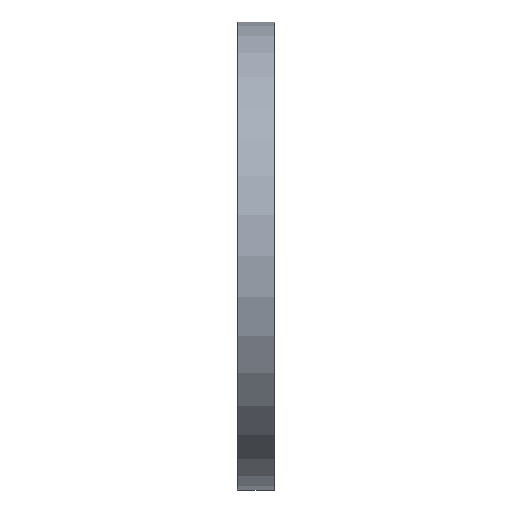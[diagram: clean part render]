
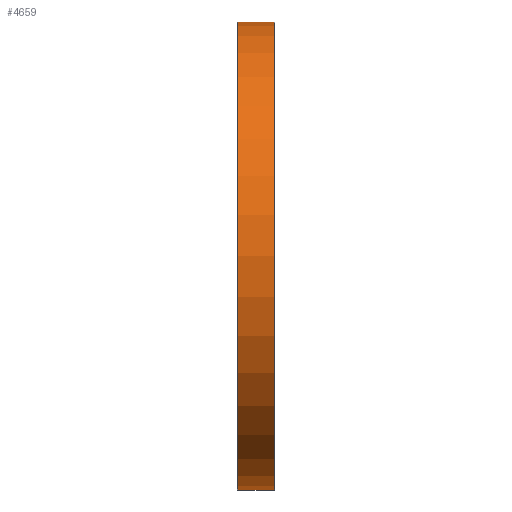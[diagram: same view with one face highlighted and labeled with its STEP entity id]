
A CAD part, left-side view. The second image highlights one B-rep face of the part: STEP entity #4659.
In plain terms, the highlighted cylindrical face has radius 177.8 mm (diameter 355.6 mm), a partial arc.
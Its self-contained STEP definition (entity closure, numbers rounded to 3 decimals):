
#860 = CARTESIAN_POINT ( 'NONE',  ( 0., 0.3, -177.8 ) ) ;
#895 = CARTESIAN_POINT ( 'NONE',  ( 0., 0.3, 177.8 ) ) ;
#973 = CARTESIAN_POINT ( 'NONE',  ( 0., 28.1, 177.8 ) ) ;
#1001 = CARTESIAN_POINT ( 'NONE',  ( 0., 28.1, -177.8 ) ) ;
#1208 = LINE ( 'NONE', #1236, #1235 ) ;
#1213 = DIRECTION ( 'NONE',  ( 0., 0., -1. ) ) ;
#1214 = DIRECTION ( 'NONE',  ( 0., -1., 0. ) ) ;
#1228 = FACE_OUTER_BOUND ( 'NONE', #4673, .T. ) ;
#1229 = AXIS2_PLACEMENT_3D ( 'NONE', #1248, #1214, #1213 ) ;
#1234 = DIRECTION ( 'NONE',  ( 0., -1., 0. ) ) ;
#1235 = VECTOR ( 'NONE', #1234, 1000. ) ;
#1236 = CARTESIAN_POINT ( 'NONE',  ( 0., -10.137, 177.8 ) ) ;
#1240 = CYLINDRICAL_SURFACE ( 'NONE', #1229, 177.8 ) ;
#1248 = CARTESIAN_POINT ( 'NONE',  ( 0., -10.137, 0. ) ) ;
#1282 = CARTESIAN_POINT ( 'NONE',  ( 0., -10.137, -177.8 ) ) ;
#1283 = LINE ( 'NONE', #1282, #1389 ) ;
#1334 = DIRECTION ( 'NONE',  ( 0., 0., -1. ) ) ;
#1335 = DIRECTION ( 'NONE',  ( 0., -1., 0. ) ) ;
#1344 = CARTESIAN_POINT ( 'NONE',  ( 0., 28.1, 0. ) ) ;
#1345 = AXIS2_PLACEMENT_3D ( 'NONE', #1344, #1335, #1334 ) ;
#1346 = CIRCLE ( 'NONE', #1345, 177.8 ) ;
#1375 = DIRECTION ( 'NONE',  ( 0., -1., 0. ) ) ;
#1389 = VECTOR ( 'NONE', #1375, 1000. ) ;
#1413 = CIRCLE ( 'NONE', #1505, 177.8 ) ;
#1462 = CARTESIAN_POINT ( 'NONE',  ( 0., 0.3, 0. ) ) ;
#1505 = AXIS2_PLACEMENT_3D ( 'NONE', #1462, #1521, #1510 ) ;
#1510 = DIRECTION ( 'NONE',  ( 0., 0., 1. ) ) ;
#1521 = DIRECTION ( 'NONE',  ( 0., 1., 0. ) ) ;
#4239 = ORIENTED_EDGE ( 'NONE', *, *, #4695, .T. ) ;
#4537 = VERTEX_POINT ( 'NONE', #860 ) ;
#4548 = VERTEX_POINT ( 'NONE', #895 ) ;
#4573 = VERTEX_POINT ( 'NONE', #973 ) ;
#4583 = ORIENTED_EDGE ( 'NONE', *, *, #4693, .T. ) ;
#4591 = VERTEX_POINT ( 'NONE', #1001 ) ;
#4657 = ORIENTED_EDGE ( 'NONE', *, *, #4684, .T. ) ;
#4659 = ADVANCED_FACE ( 'NONE', ( #1228 ), #1240, .T. ) ;
#4663 = EDGE_CURVE ( 'NONE', #4573, #4548, #1208, .T. ) ;
#4673 = EDGE_LOOP ( 'NONE', ( #4675, #4657, #4583, #4239 ) ) ;
#4675 = ORIENTED_EDGE ( 'NONE', *, *, #4663, .F. ) ;
#4684 = EDGE_CURVE ( 'NONE', #4573, #4591, #1346, .T. ) ;
#4693 = EDGE_CURVE ( 'NONE', #4591, #4537, #1283, .T. ) ;
#4695 = EDGE_CURVE ( 'NONE', #4537, #4548, #1413, .T. ) ;
